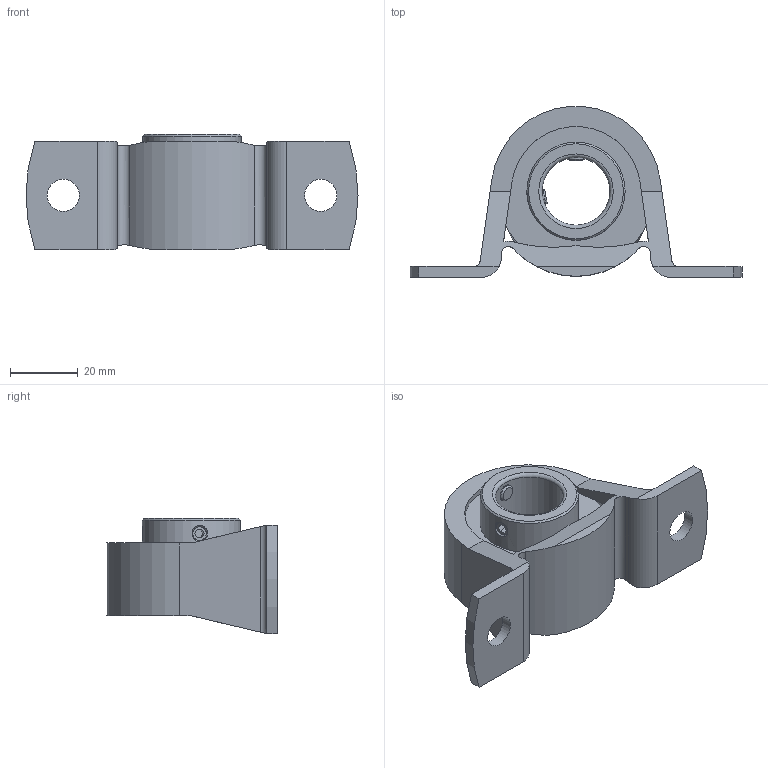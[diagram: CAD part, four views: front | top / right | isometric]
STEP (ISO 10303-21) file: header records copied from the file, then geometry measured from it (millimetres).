
FILE_DESCRIPTION( ( 'STEP AP214' ), '1' );
FILE_NAME( '24225-20204.stp', '2019-06-02T21:49:14', ( '' ), ( '' ), ' ', 'PARTsolutions', ' ' );
FILE_SCHEMA( ( 'AUTOMOTIVE_DESIGN { 1 0 10303 214 1 1 1 1 }' ) );
Length unit declared in the file: millimetre
Products named in the file (3): 24225-20204; _24225_gehauesePP 204; _24235-20204
Assembly tree (2 placements, depth 2):
  24225-20204
    _24225_gehauesePP 204
    _24235-20204
Bounding box: 98 x 50.41 x 34 mm (x, y, z)
Volume: 42652.1 mm3; surface area: 21799.2 mm2
Topology: 2 solids, 2 shells, 81 faces, 212 edges, 139 vertices
Faces by surface type: plane 45, cylinder 24, cone 7, bspline 3, torus 2
Full cylindrical faces by diameter (mm): 4.134 x2, 5 x2, 9.5 x2, 20 x1, 29 x1
Entity records: 3369 total; most frequent: CARTESIAN_POINT 745, DIRECTION 410, ORIENTED_EDGE 370, EDGE_CURVE 185, AXIS2_PLACEMENT_3D 152, VERTEX_POINT 131, EDGE_LOOP 112, LINE 106
